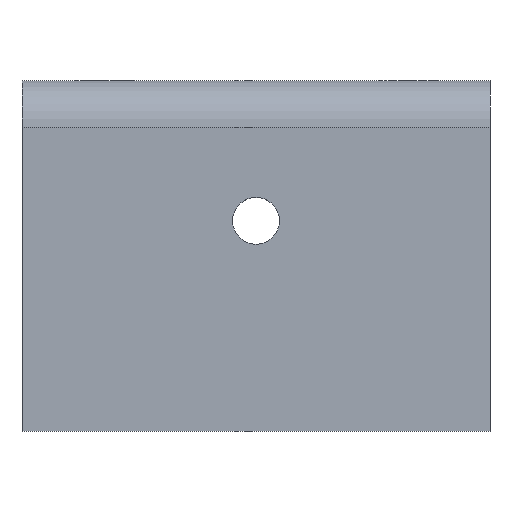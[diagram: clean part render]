
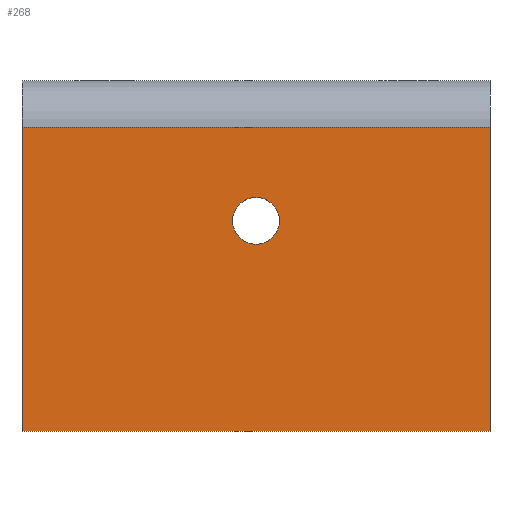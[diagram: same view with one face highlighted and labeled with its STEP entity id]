
A CAD part, top view. The second image highlights one B-rep face of the part: STEP entity #268.
In plain terms, the highlighted planar face has unit normal (0, 0, 1).
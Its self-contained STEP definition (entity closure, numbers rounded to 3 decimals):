
#20=FACE_BOUND('',#66,.T.);
#27=PLANE('',#307);
#46=FACE_OUTER_BOUND('',#65,.T.);
#65=EDGE_LOOP('',(#242,#243,#244,#245));
#66=EDGE_LOOP('',(#246));
#77=LINE('',#425,#101);
#82=LINE('',#436,#106);
#90=LINE('',#454,#114);
#91=LINE('',#456,#115);
#101=VECTOR('',#350,10.);
#106=VECTOR('',#359,10.);
#114=VECTOR('',#379,10.);
#115=VECTOR('',#382,10.);
#118=CIRCLE('',#288,2.);
#129=VERTEX_POINT('',#393);
#138=VERTEX_POINT('',#418);
#141=VERTEX_POINT('',#423);
#145=VERTEX_POINT('',#434);
#149=VERTEX_POINT('',#452);
#153=EDGE_CURVE('',#129,#129,#118,.T.);
#168=EDGE_CURVE('',#141,#138,#77,.T.);
#174=EDGE_CURVE('',#145,#141,#82,.T.);
#183=EDGE_CURVE('',#145,#149,#90,.T.);
#184=EDGE_CURVE('',#138,#149,#91,.T.);
#242=ORIENTED_EDGE('',*,*,#168,.F.);
#243=ORIENTED_EDGE('',*,*,#174,.F.);
#244=ORIENTED_EDGE('',*,*,#183,.T.);
#245=ORIENTED_EDGE('',*,*,#184,.F.);
#246=ORIENTED_EDGE('',*,*,#153,.T.);
#268=ADVANCED_FACE('',(#46,#20),#27,.T.);
#288=AXIS2_PLACEMENT_3D('',#394,#320,#321);
#307=AXIS2_PLACEMENT_3D('',#455,#380,#381);
#320=DIRECTION('center_axis',(0.,0.,-1.));
#321=DIRECTION('ref_axis',(-1.,0.,0.));
#350=DIRECTION('',(1.,0.,0.));
#359=DIRECTION('',(0.,1.,0.));
#379=DIRECTION('',(1.,0.,0.));
#380=DIRECTION('center_axis',(0.,0.,1.));
#381=DIRECTION('ref_axis',(0.,-1.,0.));
#382=DIRECTION('',(0.,-1.,0.));
#393=CARTESIAN_POINT('',(22.,6.,30.));
#394=CARTESIAN_POINT('Origin',(20.,6.,30.));
#418=CARTESIAN_POINT('',(40.,14.,30.));
#423=CARTESIAN_POINT('',(0.,14.,30.));
#425=CARTESIAN_POINT('',(0.,14.,30.));
#434=CARTESIAN_POINT('',(0.,-12.,30.));
#436=CARTESIAN_POINT('',(0.,-12.,30.));
#452=CARTESIAN_POINT('',(40.,-12.,30.));
#454=CARTESIAN_POINT('',(0.,-12.,30.));
#455=CARTESIAN_POINT('Origin',(0.,18.,30.));
#456=CARTESIAN_POINT('',(40.,-12.,30.));
